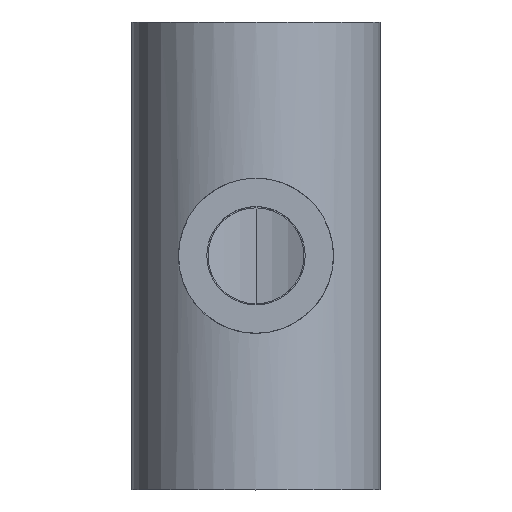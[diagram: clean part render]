
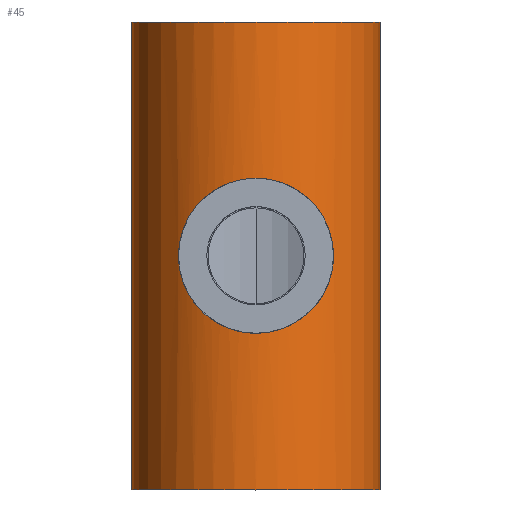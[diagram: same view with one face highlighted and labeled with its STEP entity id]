
A CAD part, top view. The second image highlights one B-rep face of the part: STEP entity #45.
In plain terms, the highlighted cylindrical face has radius 25.25 mm (diameter 50.5 mm), a partial arc.
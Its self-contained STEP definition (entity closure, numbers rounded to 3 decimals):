
#45=ADVANCED_FACE('',(#103,#104),#105,.T.);
#103=FACE_OUTER_BOUND('',#178,.T.);
#104=FACE_BOUND('',#179,.T.);
#105=CYLINDRICAL_SURFACE('',#180,25.25);
#178=EDGE_LOOP('',(#247,#248,#249,#250));
#179=EDGE_LOOP('',(#251,#252));
#180=AXIS2_PLACEMENT_3D('',#253,#254,#255);
#247=ORIENTED_EDGE('',*,*,#418,.F.);
#248=ORIENTED_EDGE('',*,*,#419,.F.);
#249=ORIENTED_EDGE('',*,*,#420,.F.);
#250=ORIENTED_EDGE('',*,*,#421,.F.);
#251=ORIENTED_EDGE('',*,*,#422,.T.);
#252=ORIENTED_EDGE('',*,*,#423,.T.);
#253=CARTESIAN_POINT('',(0.0,0.0,0.0));
#254=DIRECTION('',(0.0,-1.0,0.0));
#255=DIRECTION('',(1.0,0.0,0.0));
#418=EDGE_CURVE('',#484,#485,#486,.T.);
#419=EDGE_CURVE('',#487,#484,#488,.T.);
#420=EDGE_CURVE('',#489,#487,#490,.T.);
#421=EDGE_CURVE('',#485,#489,#491,.T.);
#422=EDGE_CURVE('',#492,#493,#494,.T.);
#423=EDGE_CURVE('',#493,#492,#495,.T.);
#484=VERTEX_POINT('',#580);
#485=VERTEX_POINT('',#581);
#486=LINE('',#582,#583);
#487=VERTEX_POINT('',#584);
#488=CIRCLE('',#585,25.25);
#489=VERTEX_POINT('',#586);
#490=LINE('',#587,#588);
#491=CIRCLE('',#589,25.25);
#492=VERTEX_POINT('',#590);
#493=VERTEX_POINT('',#591);
#494=B_SPLINE_CURVE_WITH_KNOTS('',3,(#592,#593,#594,#595,#596,#597,#598,#599,#600,#601,#602,#603,#604,#605,#606,#607,#608,#609,#610,#611,#612,#613,#614,#615,#616,#617,#618,#619,#620,#621,#622,#623,#624,#625,#626,#627,#628,#629,#630,#631,#632,#633),.UNSPECIFIED.,.F.,.F.,(4,2,2,2,2,2,2,2,2,2,2,2,2,2,2,2,2,2,2,2,4),(0.0,1.541,3.082,6.164,9.246,12.328,15.386,18.444,21.502,23.031,24.56,26.089,27.618,30.676,33.734,36.792,39.874,42.956,46.038,47.579,49.12),.UNSPECIFIED.);
#495=B_SPLINE_CURVE_WITH_KNOTS('',3,(#634,#635,#636,#637,#638,#639,#640,#641,#642,#643,#644,#645,#646,#647,#648,#649,#650,#651,#652,#653,#654,#655,#656,#657,#658,#659,#660,#661,#662,#663,#664,#665,#666,#667,#668,#669,#670,#671,#672,#673,#674,#675),.UNSPECIFIED.,.F.,.F.,(4,2,2,2,2,2,2,2,2,2,2,2,2,2,2,2,2,2,2,2,4),(49.12,50.661,52.202,55.284,58.366,61.448,64.506,67.564,70.622,72.151,73.68,75.209,76.738,79.796,82.854,85.912,88.994,92.076,95.158,96.699,98.24),.UNSPECIFIED.);
#580=CARTESIAN_POINT('',(25.25,47.5,0.0));
#581=CARTESIAN_POINT('',(25.25,-47.5,0.0));
#582=CARTESIAN_POINT('',(25.25,0.0,0.));
#583=VECTOR('',#840,1.0);
#584=CARTESIAN_POINT('',(-25.25,47.5,0.));
#585=AXIS2_PLACEMENT_3D('',#841,#842,#843);
#586=CARTESIAN_POINT('',(-25.25,-47.5,0.));
#587=CARTESIAN_POINT('',(-25.25,0.0,0.));
#588=VECTOR('',#844,1.0);
#589=AXIS2_PLACEMENT_3D('',#845,#846,#847);
#590=CARTESIAN_POINT('',(-15.75,0.0,19.736));
#591=CARTESIAN_POINT('',(15.75,0.,19.736));
#592=CARTESIAN_POINT('',(-15.75,0.0,19.736));
#593=CARTESIAN_POINT('',(-15.75,0.514,19.736));
#594=CARTESIAN_POINT('',(-15.725,1.032,19.756));
#595=CARTESIAN_POINT('',(-15.622,2.07,19.837));
#596=CARTESIAN_POINT('',(-15.545,2.59,19.898));
#597=CARTESIAN_POINT('',(-15.234,4.134,20.138));
#598=CARTESIAN_POINT('',(-14.922,5.146,20.375));
#599=CARTESIAN_POINT('',(-14.112,7.071,20.944));
#600=CARTESIAN_POINT('',(-13.613,7.987,21.277));
#601=CARTESIAN_POINT('',(-12.469,9.677,21.967));
#602=CARTESIAN_POINT('',(-11.823,10.451,22.324));
#603=CARTESIAN_POINT('',(-10.456,11.818,22.996));
#604=CARTESIAN_POINT('',(-9.685,12.462,23.336));
#605=CARTESIAN_POINT('',(-7.995,13.609,23.968));
#606=CARTESIAN_POINT('',(-7.075,14.11,24.259));
#607=CARTESIAN_POINT('',(-5.142,14.924,24.741));
#608=CARTESIAN_POINT('',(-4.126,15.236,24.932));
#609=CARTESIAN_POINT('',(-2.58,15.546,25.123));
#610=CARTESIAN_POINT('',(-2.061,15.623,25.171));
#611=CARTESIAN_POINT('',(-1.026,15.725,25.234));
#612=CARTESIAN_POINT('',(-0.51,15.75,25.25));
#613=CARTESIAN_POINT('',(0.51,15.75,25.25));
#614=CARTESIAN_POINT('',(1.026,15.725,25.234));
#615=CARTESIAN_POINT('',(2.061,15.623,25.171));
#616=CARTESIAN_POINT('',(2.58,15.546,25.123));
#617=CARTESIAN_POINT('',(4.126,15.236,24.932));
#618=CARTESIAN_POINT('',(5.142,14.924,24.741));
#619=CARTESIAN_POINT('',(7.075,14.11,24.259));
#620=CARTESIAN_POINT('',(7.995,13.609,23.968));
#621=CARTESIAN_POINT('',(9.685,12.462,23.336));
#622=CARTESIAN_POINT('',(10.456,11.818,22.996));
#623=CARTESIAN_POINT('',(11.823,10.451,22.324));
#624=CARTESIAN_POINT('',(12.469,9.677,21.967));
#625=CARTESIAN_POINT('',(13.613,7.987,21.277));
#626=CARTESIAN_POINT('',(14.112,7.071,20.944));
#627=CARTESIAN_POINT('',(14.922,5.146,20.375));
#628=CARTESIAN_POINT('',(15.234,4.134,20.138));
#629=CARTESIAN_POINT('',(15.545,2.59,19.898));
#630=CARTESIAN_POINT('',(15.622,2.07,19.837));
#631=CARTESIAN_POINT('',(15.725,1.032,19.756));
#632=CARTESIAN_POINT('',(15.75,0.514,19.736));
#633=CARTESIAN_POINT('',(15.75,0.,19.736));
#634=CARTESIAN_POINT('',(15.75,0.,19.736));
#635=CARTESIAN_POINT('',(15.75,-0.514,19.736));
#636=CARTESIAN_POINT('',(15.725,-1.032,19.756));
#637=CARTESIAN_POINT('',(15.622,-2.07,19.837));
#638=CARTESIAN_POINT('',(15.545,-2.59,19.898));
#639=CARTESIAN_POINT('',(15.234,-4.134,20.138));
#640=CARTESIAN_POINT('',(14.922,-5.146,20.375));
#641=CARTESIAN_POINT('',(14.112,-7.071,20.944));
#642=CARTESIAN_POINT('',(13.613,-7.987,21.277));
#643=CARTESIAN_POINT('',(12.469,-9.677,21.967));
#644=CARTESIAN_POINT('',(11.823,-10.451,22.324));
#645=CARTESIAN_POINT('',(10.456,-11.818,22.996));
#646=CARTESIAN_POINT('',(9.685,-12.462,23.336));
#647=CARTESIAN_POINT('',(7.995,-13.609,23.968));
#648=CARTESIAN_POINT('',(7.075,-14.11,24.259));
#649=CARTESIAN_POINT('',(5.142,-14.924,24.741));
#650=CARTESIAN_POINT('',(4.126,-15.236,24.932));
#651=CARTESIAN_POINT('',(2.58,-15.546,25.123));
#652=CARTESIAN_POINT('',(2.061,-15.623,25.171));
#653=CARTESIAN_POINT('',(1.026,-15.725,25.234));
#654=CARTESIAN_POINT('',(0.51,-15.75,25.25));
#655=CARTESIAN_POINT('',(-0.51,-15.75,25.25));
#656=CARTESIAN_POINT('',(-1.026,-15.725,25.234));
#657=CARTESIAN_POINT('',(-2.061,-15.623,25.171));
#658=CARTESIAN_POINT('',(-2.58,-15.546,25.123));
#659=CARTESIAN_POINT('',(-4.126,-15.236,24.932));
#660=CARTESIAN_POINT('',(-5.142,-14.924,24.741));
#661=CARTESIAN_POINT('',(-7.075,-14.11,24.259));
#662=CARTESIAN_POINT('',(-7.995,-13.609,23.968));
#663=CARTESIAN_POINT('',(-9.685,-12.462,23.336));
#664=CARTESIAN_POINT('',(-10.456,-11.818,22.996));
#665=CARTESIAN_POINT('',(-11.823,-10.451,22.324));
#666=CARTESIAN_POINT('',(-12.469,-9.677,21.967));
#667=CARTESIAN_POINT('',(-13.613,-7.987,21.277));
#668=CARTESIAN_POINT('',(-14.112,-7.071,20.944));
#669=CARTESIAN_POINT('',(-14.922,-5.146,20.375));
#670=CARTESIAN_POINT('',(-15.234,-4.134,20.138));
#671=CARTESIAN_POINT('',(-15.545,-2.59,19.898));
#672=CARTESIAN_POINT('',(-15.622,-2.07,19.837));
#673=CARTESIAN_POINT('',(-15.725,-1.032,19.756));
#674=CARTESIAN_POINT('',(-15.75,-0.514,19.736));
#675=CARTESIAN_POINT('',(-15.75,0.0,19.736));
#840=DIRECTION('',(0.0,-1.0,0.0));
#841=CARTESIAN_POINT('',(0.0,47.5,0.0));
#842=DIRECTION('',(-0.0,1.0,0.0));
#843=DIRECTION('',(1.0,0.0,0.0));
#844=DIRECTION('',(-0.0,1.0,-0.0));
#845=CARTESIAN_POINT('',(0.0,-47.5,0.0));
#846=DIRECTION('',(0.0,-1.0,0.0));
#847=DIRECTION('',(1.0,0.0,0.0));
